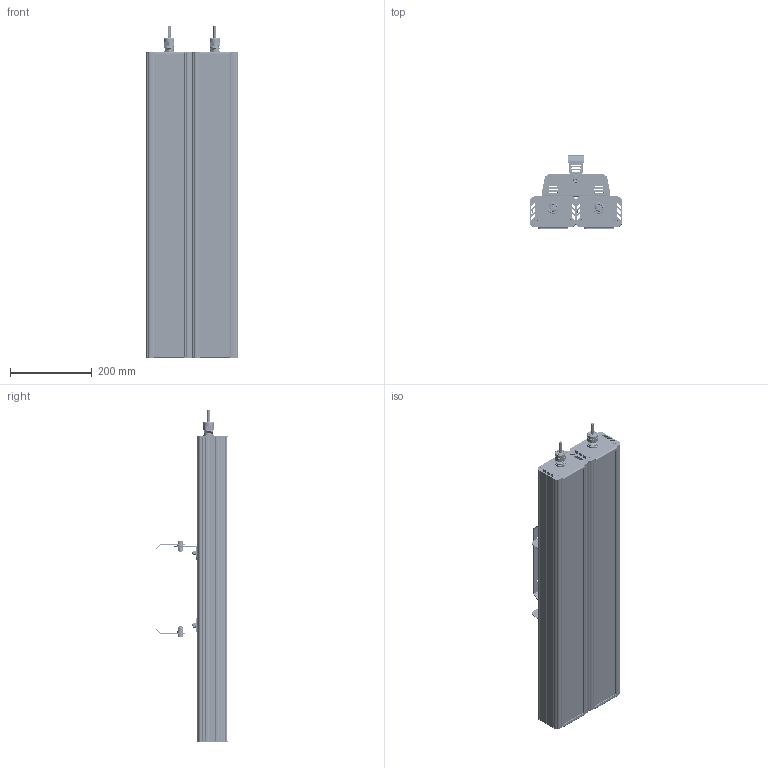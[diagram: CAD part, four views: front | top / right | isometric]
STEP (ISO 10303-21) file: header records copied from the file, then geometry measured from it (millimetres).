
FILE_DESCRIPTION(('STEP AP214'), '1');
FILE_NAME('001.0092.00.033 - ÃÑÏ-Ïðèìà-Îïòèê-2Åõ200(2õ100)', '', ('UNSPECIFIED'), ('UNSPECIFIED'), 'C3D Converter', 'C3D Toolkit', '');
FILE_SCHEMA(('AUTOMOTIVE_DESIGN { 1 0 10303 214 3 1 1}'));
Length unit declared in the file: millimetre
Products named in the file (43): 001.0092.00.033; #3014; #3073; #3132; #3191; #3276; #3413; #3498; #3557
Assembly tree (102 placements, depth 4):
  001.0092.00.033
    (unnamed)  x2
      (unnamed)
      (unnamed)
      (unnamed)
      (unnamed)
      (unnamed)
      (unnamed)
      (unnamed)
      (unnamed)
      (unnamed)
      (unnamed)
      (unnamed)
        (unnamed)
    (unnamed)  x20
      (unnamed)
      (unnamed)
      (unnamed)
      (unnamed)
      (unnamed)
      (unnamed)
      (unnamed)
      (unnamed)
      (unnamed)
      (unnamed)
    (unnamed)
      (unnamed)
      (unnamed)
      (unnamed)
      (unnamed)  x2
      (unnamed)
      (unnamed)
      (unnamed)  x4
      (unnamed)  x4
      (unnamed)  x4
      #3014
      #3073
      #3132
      #3191  x2
      #3276
      #3413  x4
      #3498  x4
      #3557  x4
Bounding box: 224.38 x 178.44 x 814.5 mm (x, y, z)
Volume: 3205485.6 mm3; surface area: 2604589.6 mm2
Topology: 773 solids, 773 shells, 10130 faces, 22660 edges, 15114 vertices
Faces by surface type: plane 7164, cylinder 2400, bspline 334, cone 158, sphere 60, torus 14
Full cylindrical faces by diameter (mm): 1 x60, 2 x40, 2.5 x80, 2.8 x500, 3.2 x60, 3.5 x120, 4 x16, 4.917 x8, 5 x2, 6 x10, 6.6 x8, 6.647 x2, 8 x18, 8.5 x4, 9 x264, 11 x8, 12.5 x2, 13 x4, 15 x4, 16 x2, 17 x2, 18 x2, 18.5 x2, 19 x2, 20 x2, 21.5 x2, 22 x4, 25.5 x2
Entity records: 95182 total; most frequent: CARTESIAN_POINT 46894, DIRECTION 9138, ORIENTED_EDGE 7914, EDGE_CURVE 3957, AXIS2_PLACEMENT_3D 3287, VERTEX_POINT 2709, LINE 2564, VECTOR 2564
